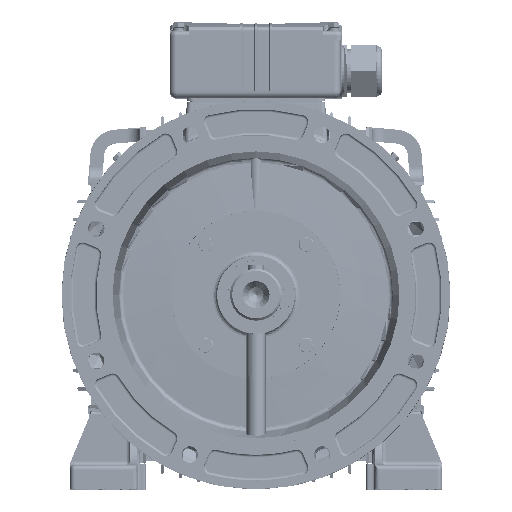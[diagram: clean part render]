
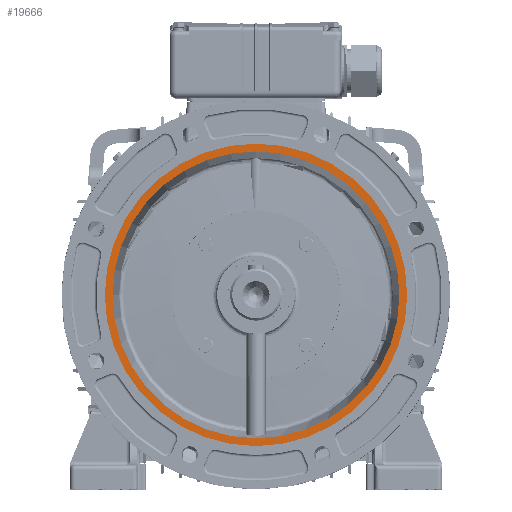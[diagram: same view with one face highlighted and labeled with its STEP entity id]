
A CAD part, top view. The second image highlights one B-rep face of the part: STEP entity #19666.
In plain terms, the highlighted planar face has unit normal (0, 0, 1).
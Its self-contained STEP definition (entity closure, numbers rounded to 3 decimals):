
#1063 = VERTEX_POINT ( 'NONE', #100034 ) ;
#1064 = VERTEX_POINT ( 'NONE', #100036 ) ;
#1180 = VERTEX_POINT ( 'NONE', #105620 ) ;
#1181 = VERTEX_POINT ( 'NONE', #105621 ) ;
#19666 = ADVANCED_FACE ( 'NONE', ( #172551, #172555 ), #171610, .T. ) ;
#33734 = CIRCLE ( 'NONE', #68610, 166. ) ;
#33833 = CIRCLE ( 'NONE', #68886, 175. ) ;
#37177 = EDGE_CURVE ( 'NONE', #1063, #1064, #98199, .T. ) ;
#38277 = EDGE_CURVE ( 'NONE', #1181, #1180, #98367, .T. ) ;
#48413 = EDGE_CURVE ( 'NONE', #1180, #1181, #33734, .T. ) ;
#48668 = EDGE_CURVE ( 'NONE', #1064, #1063, #33833, .T. ) ;
#63279 = ORIENTED_EDGE ( 'NONE', *, *, #38277, .T. ) ;
#63281 = ORIENTED_EDGE ( 'NONE', *, *, #48668, .F. ) ;
#63282 = ORIENTED_EDGE ( 'NONE', *, *, #37177, .F. ) ;
#63283 = ORIENTED_EDGE ( 'NONE', *, *, #48413, .T. ) ;
#67211 = CARTESIAN_POINT ( 'NONE',  ( 0., 0., 297. ) ) ;
#67215 = DIRECTION ( 'NONE',  ( 0., 0., -1. ) ) ;
#67216 = DIRECTION ( 'NONE',  ( 0., -1., 0. ) ) ;
#67804 = CARTESIAN_POINT ( 'NONE',  ( 0., 0., 297. ) ) ;
#67806 = DIRECTION ( 'NONE',  ( 0., 0., -1. ) ) ;
#67808 = DIRECTION ( 'NONE',  ( 0., -1., 0. ) ) ;
#68610 = AXIS2_PLACEMENT_3D ( 'NONE', #67211, #67215, #67216 ) ;
#68886 = AXIS2_PLACEMENT_3D ( 'NONE', #67804, #67806, #67808 ) ;
#98199 = CIRCLE ( 'NONE', #262912, 175. ) ;
#98367 = CIRCLE ( 'NONE', #282010, 166. ) ;
#100034 = CARTESIAN_POINT ( 'NONE',  ( 0., 175., 297. ) ) ;
#100036 = CARTESIAN_POINT ( 'NONE',  ( 0., -175., 297. ) ) ;
#105620 = CARTESIAN_POINT ( 'NONE',  ( 0., 166., 297. ) ) ;
#105621 = CARTESIAN_POINT ( 'NONE',  ( 0., -166., 297. ) ) ;
#171610 = PLANE ( 'NONE',  #172557 ) ;
#171611 = CARTESIAN_POINT ( 'NONE',  ( 0., 0., 297. ) ) ;
#171612 = DIRECTION ( 'NONE',  ( 0., 0., 1. ) ) ;
#171613 = DIRECTION ( 'NONE',  ( 0., -1., 0. ) ) ;
#172551 = FACE_OUTER_BOUND ( 'NONE', #231012, .T. ) ;
#172555 = FACE_BOUND ( 'NONE', #231014, .T. ) ;
#172557 = AXIS2_PLACEMENT_3D ( 'NONE', #171611, #171612, #171613 ) ;
#231012 = EDGE_LOOP ( 'NONE', ( #63281, #63282 ) ) ;
#231014 = EDGE_LOOP ( 'NONE', ( #63279, #63283 ) ) ;
#256994 = CARTESIAN_POINT ( 'NONE',  ( 0., 0., 297. ) ) ;
#256997 = DIRECTION ( 'NONE',  ( 0., 0., -1. ) ) ;
#257000 = DIRECTION ( 'NONE',  ( 0., -1., 0. ) ) ;
#262912 = AXIS2_PLACEMENT_3D ( 'NONE', #256994, #256997, #257000 ) ;
#280371 = CARTESIAN_POINT ( 'NONE',  ( 0., 0., 297. ) ) ;
#280373 = DIRECTION ( 'NONE',  ( 0., 0., -1. ) ) ;
#280375 = DIRECTION ( 'NONE',  ( 0., -1., 0. ) ) ;
#282010 = AXIS2_PLACEMENT_3D ( 'NONE', #280371, #280373, #280375 ) ;
